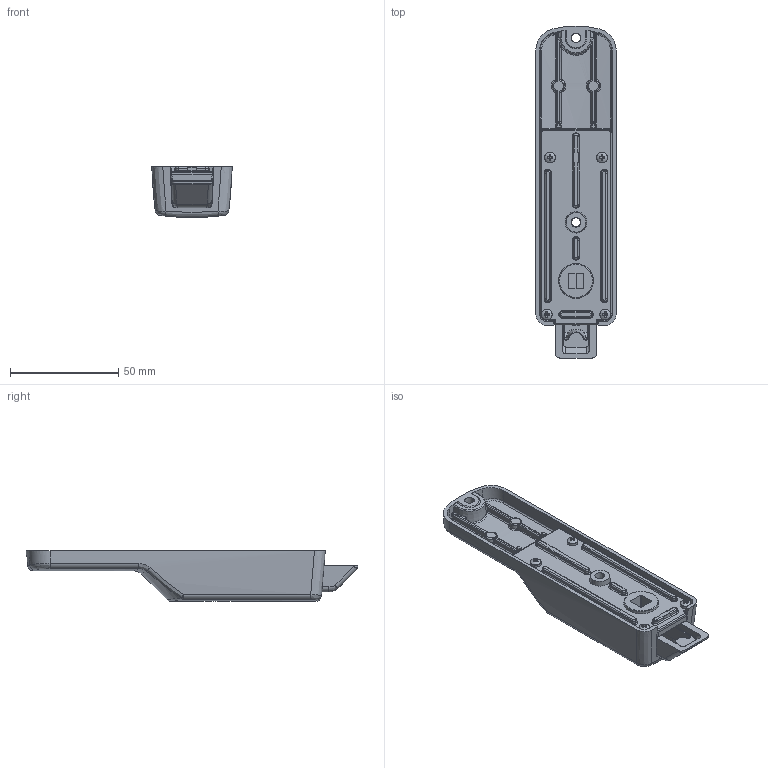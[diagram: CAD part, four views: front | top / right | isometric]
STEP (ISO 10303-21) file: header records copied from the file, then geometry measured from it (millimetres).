
FILE_DESCRIPTION (( 'STEP AP214' ), '1' );
FILE_NAME ('23830.STEP', '2020-09-23T09:45:18', ( '' ), ( '' ), 'SwSTEP 2.0', 'SolidWorks 2020', '' );
FILE_SCHEMA (( 'AUTOMOTIVE_DESIGN' ));
Length unit declared in the file: millimetre
Products named in the file (6): 8401115_2; pan head cross recess screw_bsi_BS EN ISO 7045 - M2.5 x 10 - Z - 10N_2; 9235451_1; 8401110_2; 8401116_2; 23830
Assembly tree (8 placements, depth 2):
  23830
    8401116_2
    8401110_2
    pan head cross recess screw_bsi_BS EN ISO 7045 - M2.5 x 10 - Z - 10N_2  x4
    8401115_2
    9235451_1
Bounding box: 37 x 153.05 x 23.5 mm (x, y, z)
Volume: 40425.2 mm3; surface area: 38659.6 mm2
Topology: 8 solids, 8 shells, 1813 faces, 4238 edges, 2463 vertices
Faces by surface type: bspline 493, cylinder 483, plane 435, sphere 146, cone 133, torus 123
Entity records: 87565 total; most frequent: CARTESIAN_POINT 34260, ORIENTED_EDGE 7880, DIRECTION 6216, EDGE_CURVE 3940, AXIS2_PLACEMENT_3D 2389, VERTEX_POINT 2289, EDGE_LOOP 1745, UNCERTAINTY_MEASURE_WITH_UNIT 1709
